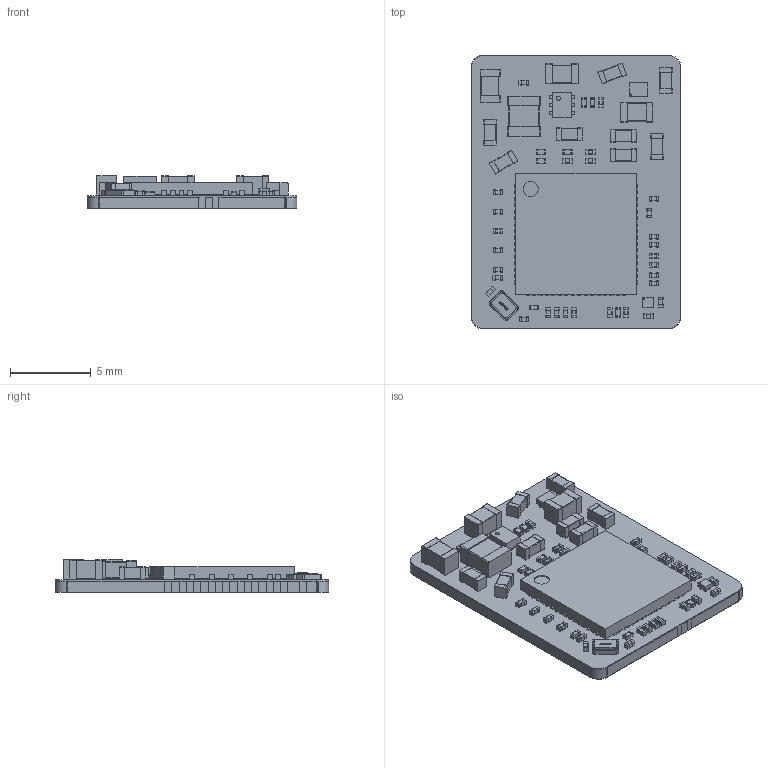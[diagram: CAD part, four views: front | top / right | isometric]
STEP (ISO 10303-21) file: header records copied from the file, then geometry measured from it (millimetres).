
FILE_DESCRIPTION(/* description */ ('KiCad electronic assembly','CAx-IF Rec.Pracs.---Representation and Presentation of Product Manufacturing Information (PMI)---4.0---2014-10-13'),/* implementation_level */ '2;1');
FILE_NAME(/* name */ 'melonHD_SMT.step',/* time_stamp */ '2025-02-02T00:32:32-05:00',/* author */ (''),/* organization */ (''),/* preprocessor_version */ 'ST-DEVELOPER v20',/* originating_system */ 'Autodesk Translation Framework v13.20.0.188',/* authorisation */ '');
FILE_SCHEMA (('AP242_MANAGED_MODEL_BASED_3D_ENGINEERING_MIM_LF { 1 0 10303 442 1 1 4 }'));
Length unit declared in the file: millimetre
Products named in the file (22): melonHD_SMT 1; L_0603_1608Metric; L_0805_2012Metric; LT6711A; Body; ThermalPin; PinsArrayLR; PinsArrayTB; SOT-563; ABM12W-27.0000MHZ-6-D1X-T3--3DModel-STEP-400430; L_1008_2520Metric; LP5907UVX-1.8_NOPB; Array; Body_1; R_0201_0603Metric; FAN53611AUC12X; Array_1; Body_2; C_0805_2012Metric; C_0201_0603Metric; C_0603_1608Metric; melonHD_SMT_PCB
Assembly tree (62 placements, depth 3):
  melonHD_SMT 1
    C_0201_0603Metric  x29
    C_0603_1608Metric  x4
    R_0201_0603Metric  x7
    L_0603_1608Metric  x4
    L_0805_2012Metric
    C_0805_2012Metric  x2
    LT6711A
      Body
      ThermalPin
      PinsArrayLR
      PinsArrayTB
    SOT-563
    ABM12W-27.0000MHZ-6-D1X-T3--3DModel-STEP-400430
    L_1008_2520Metric
    LP5907UVX-1.8_NOPB
      Array
      Body_1
    FAN53611AUC12X
      Array_1
      Body_2
    melonHD_SMT_PCB
Bounding box: 13 x 16.95 x 2.04 mm (x, y, z)
Volume: 248.6 mm3; surface area: 936.2 mm2
Topology: 139 solids, 140 shells, 2057 faces, 5071 edges, 3369 vertices
Faces by surface type: plane 1338, cylinder 678, bspline 31, sphere 10
Full cylindrical faces by diameter (mm): 0.081 x1, 0.107 x1, 0.25 x1, 0.938 x1
Entity records: 28525 total; most frequent: CARTESIAN_POINT 6108, DIRECTION 4447, ORIENTED_EDGE 4102, EDGE_CURVE 2123, LINE 1623, VECTOR 1623, VERTEX_POINT 1425, AXIS2_PLACEMENT_3D 1412
